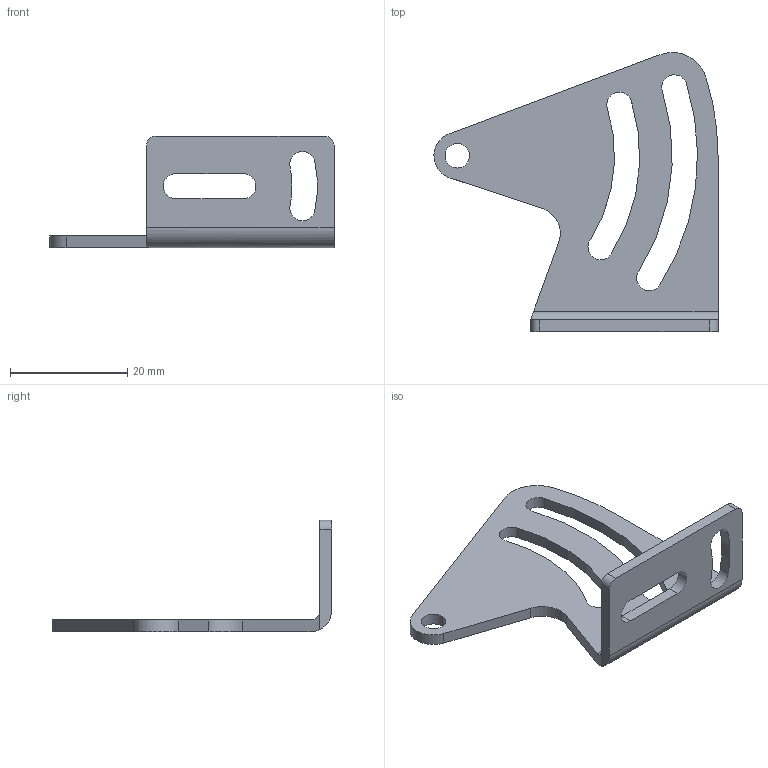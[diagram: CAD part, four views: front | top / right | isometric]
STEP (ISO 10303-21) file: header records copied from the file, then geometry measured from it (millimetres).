
FILE_DESCRIPTION((''),'2;1');
FILE_NAME('1530065.stp','2010-11-04T12:13:14',(''),(''),'Mechanical Desktop 2009','Mechanical Desktop 2009',', , ');
FILE_SCHEMA(('CONFIG_CONTROL_DESIGN'));
Length unit declared in the file: millimetre
Products named in the file (2): ZEICHNUNG3; TEIL1
Assembly tree (1 placements, depth 2):
  ZEICHNUNG3
    TEIL1
Bounding box: 48.49 x 47.63 x 19 mm (x, y, z)
Volume: 3256.5 mm3; surface area: 4112.1 mm2
Topology: 1 solids, 1 shells, 36 faces, 101 edges, 67 vertices
Faces by surface type: cylinder 24, plane 12
Entity records: 1315 total; most frequent: DIRECTION 226, CARTESIAN_POINT 206, ORIENTED_EDGE 202, EDGE_CURVE 101, AXIS2_PLACEMENT_3D 87, VERTEX_POINT 67, VECTOR 52, LINE 52
